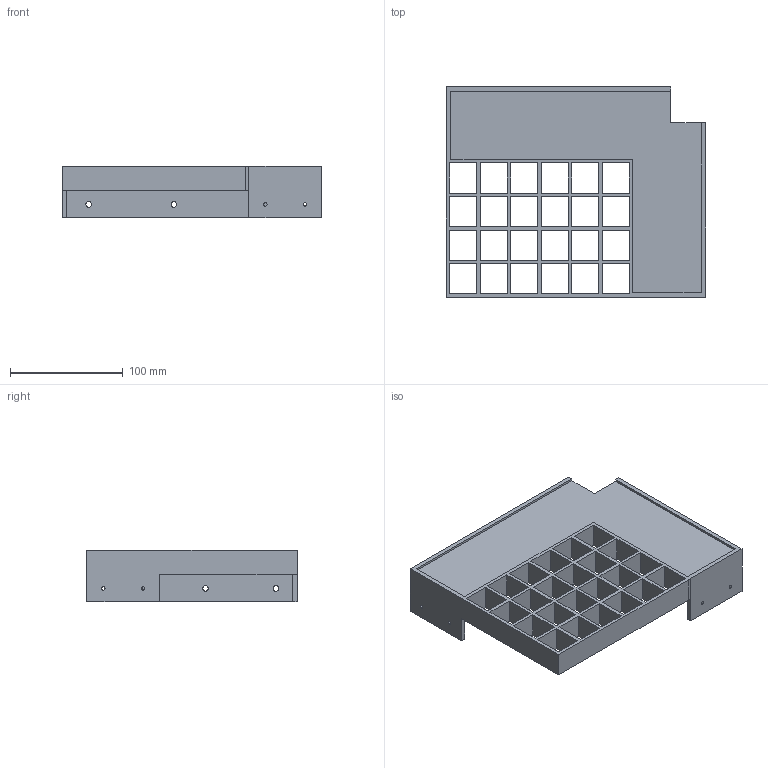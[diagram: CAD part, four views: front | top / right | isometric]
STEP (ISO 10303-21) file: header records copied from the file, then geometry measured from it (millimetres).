
FILE_DESCRIPTION(/* description */ (''),/* implementation_level */ '2;1');
FILE_NAME(/* name */ '3d Druck re-oben',/* time_stamp */ '2025-01-01T18:40:44+01:00',/* author */ (''),/* organization */ (''),/* preprocessor_version */ 'ST-DEVELOPER v19.2',/* originating_system */ 'Rhino 8.14',/* authorisation */ '');
FILE_SCHEMA (('CONFIG_CONTROL_DESIGN'));
Length unit declared in the file: millimetre
Products named in the file (1): Document
Bounding box: 229.4 x 186.2 x 46 mm (x, y, z)
Volume: 545793.2 mm3; surface area: 150665.6 mm2
Topology: 1 solids, 1 shells, 144 faces, 423 edges, 281 vertices
Faces by surface type: plane 124, cylinder 20
Entity records: 4192 total; most frequent: CARTESIAN_POINT 1233, ORIENTED_EDGE 846, EDGE_CURVE 423, B_SPLINE_CURVE_WITH_KNOTS 363, VERTEX_POINT 281, EDGE_LOOP 212, DIRECTION 146, ADVANCED_FACE 144
